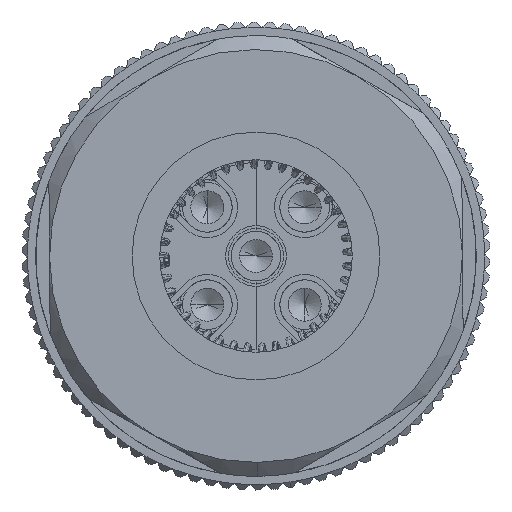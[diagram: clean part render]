
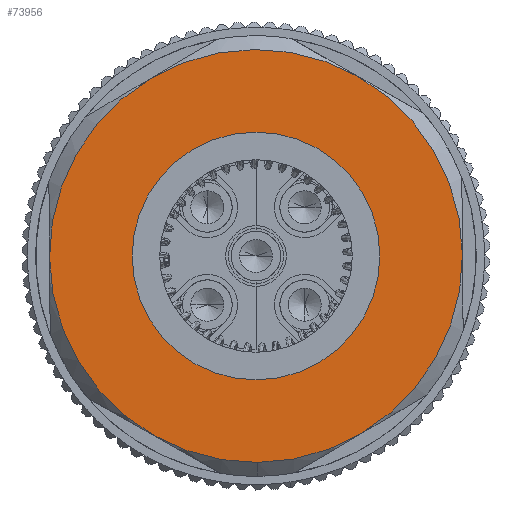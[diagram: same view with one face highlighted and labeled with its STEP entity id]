
A CAD part, left-side view. The second image highlights one B-rep face of the part: STEP entity #73956.
In plain terms, the highlighted planar face has unit normal (-1, 0, 0).
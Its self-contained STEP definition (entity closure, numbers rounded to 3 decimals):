
#2326 = DIRECTION ( 'NONE',  ( -1., 0., 0. ) ) ;
#3661 = DIRECTION ( 'NONE',  ( -1., 0., 0. ) ) ;
#4914 = CARTESIAN_POINT ( 'NONE',  ( 0., 0., 0. ) ) ;
#6599 = EDGE_CURVE ( 'NONE', #39368, #37693, #60951, .T. ) ;
#7298 = DIRECTION ( 'NONE',  ( 0., 0., -1. ) ) ;
#7939 = CARTESIAN_POINT ( 'NONE',  ( 0., -3.75, -6.495 ) ) ;
#7965 = ORIENTED_EDGE ( 'NONE', *, *, #40624, .T. ) ;
#8682 = EDGE_CURVE ( 'NONE', #34129, #39368, #70508, .T. ) ;
#8715 = DIRECTION ( 'NONE',  ( -1., 0., 0. ) ) ;
#8722 = CARTESIAN_POINT ( 'NONE',  ( 0., 0., 0. ) ) ;
#9122 = CARTESIAN_POINT ( 'NONE',  ( 0., 0., 0. ) ) ;
#9530 = DIRECTION ( 'NONE',  ( 0., 0., -1. ) ) ;
#10147 = AXIS2_PLACEMENT_3D ( 'NONE', #8722, #2326, #54351 ) ;
#11894 = ORIENTED_EDGE ( 'NONE', *, *, #21531, .F. ) ;
#14172 = EDGE_CURVE ( 'NONE', #32764, #18600, #74971, .T. ) ;
#14976 = DIRECTION ( 'NONE',  ( 0., 0., -1. ) ) ;
#15766 = EDGE_CURVE ( 'NONE', #70134, #52901, #38378, .T. ) ;
#15885 = CIRCLE ( 'NONE', #74407, 7.5 ) ;
#17204 = DIRECTION ( 'NONE',  ( 0., 0., -1. ) ) ;
#18600 = VERTEX_POINT ( 'NONE', #55468 ) ;
#19978 = CARTESIAN_POINT ( 'NONE',  ( 0., 0., 0. ) ) ;
#21531 = EDGE_CURVE ( 'NONE', #52901, #70134, #82322, .T. ) ;
#21782 = CARTESIAN_POINT ( 'NONE',  ( 0., 0., 0. ) ) ;
#24000 = EDGE_CURVE ( 'NONE', #26576, #42213, #43367, .T. ) ;
#26330 = ORIENTED_EDGE ( 'NONE', *, *, #6599, .T. ) ;
#26576 = VERTEX_POINT ( 'NONE', #66101 ) ;
#27065 = DIRECTION ( 'NONE',  ( 0., 0., -1. ) ) ;
#27465 = EDGE_CURVE ( 'NONE', #37693, #32764, #38527, .T. ) ;
#29559 = PLANE ( 'NONE',  #37361 ) ;
#29754 = EDGE_LOOP ( 'NONE', ( #51674, #82429, #7965, #54674, #26330, #33863, #68968 ) ) ;
#30928 = DIRECTION ( 'NONE',  ( -1., 0., 0. ) ) ;
#31594 = DIRECTION ( 'NONE',  ( 0., 0., 1. ) ) ;
#32764 = VERTEX_POINT ( 'NONE', #72520 ) ;
#32804 = DIRECTION ( 'NONE',  ( 0., 0., -1. ) ) ;
#32942 = AXIS2_PLACEMENT_3D ( 'NONE', #57636, #76764, #31594 ) ;
#33061 = CARTESIAN_POINT ( 'NONE',  ( 0., 0., -7.5 ) ) ;
#33863 = ORIENTED_EDGE ( 'NONE', *, *, #27465, .T. ) ;
#34129 = VERTEX_POINT ( 'NONE', #7939 ) ;
#36430 = AXIS2_PLACEMENT_3D ( 'NONE', #52947, #52533, #7298 ) ;
#37361 = AXIS2_PLACEMENT_3D ( 'NONE', #55165, #81555, #9530 ) ;
#37693 = VERTEX_POINT ( 'NONE', #42792 ) ;
#37829 = EDGE_LOOP ( 'NONE', ( #54992, #11894 ) ) ;
#38085 = CARTESIAN_POINT ( 'NONE',  ( 0., 0., -4.5 ) ) ;
#38250 = AXIS2_PLACEMENT_3D ( 'NONE', #21782, #79340, #14976 ) ;
#38378 = CIRCLE ( 'NONE', #32942, 4.5 ) ;
#38527 = CIRCLE ( 'NONE', #52166, 7.5 ) ;
#39368 = VERTEX_POINT ( 'NONE', #51367 ) ;
#40624 = EDGE_CURVE ( 'NONE', #42213, #34129, #66735, .T. ) ;
#40696 = CARTESIAN_POINT ( 'NONE',  ( 0., 0., 4.5 ) ) ;
#42213 = VERTEX_POINT ( 'NONE', #33061 ) ;
#42483 = CARTESIAN_POINT ( 'NONE',  ( 0., 0., 0. ) ) ;
#42792 = CARTESIAN_POINT ( 'NONE',  ( 0., -3.75, 6.495 ) ) ;
#43367 = CIRCLE ( 'NONE', #80157, 7.5 ) ;
#46103 = AXIS2_PLACEMENT_3D ( 'NONE', #42483, #3661, #54836 ) ;
#51367 = CARTESIAN_POINT ( 'NONE',  ( 0., -7.5, 0. ) ) ;
#51674 = ORIENTED_EDGE ( 'NONE', *, *, #55258, .T. ) ;
#52166 = AXIS2_PLACEMENT_3D ( 'NONE', #72670, #8715, #27065 ) ;
#52533 = DIRECTION ( 'NONE',  ( -1., 0., 0. ) ) ;
#52901 = VERTEX_POINT ( 'NONE', #38085 ) ;
#52947 = CARTESIAN_POINT ( 'NONE',  ( 0., 0., 0. ) ) ;
#54351 = DIRECTION ( 'NONE',  ( 0., 0., 1. ) ) ;
#54674 = ORIENTED_EDGE ( 'NONE', *, *, #8682, .T. ) ;
#54836 = DIRECTION ( 'NONE',  ( 0., 0., -1. ) ) ;
#54992 = ORIENTED_EDGE ( 'NONE', *, *, #15766, .F. ) ;
#55165 = CARTESIAN_POINT ( 'NONE',  ( 0., 4.5, 0. ) ) ;
#55258 = EDGE_CURVE ( 'NONE', #18600, #26576, #15885, .T. ) ;
#55468 = CARTESIAN_POINT ( 'NONE',  ( 0., 7.5, 0. ) ) ;
#57636 = CARTESIAN_POINT ( 'NONE',  ( 0., 0., 0. ) ) ;
#59247 = DIRECTION ( 'NONE',  ( -1., 0., 0. ) ) ;
#59943 = AXIS2_PLACEMENT_3D ( 'NONE', #19978, #59247, #32804 ) ;
#60951 = CIRCLE ( 'NONE', #36430, 7.5 ) ;
#62498 = DIRECTION ( 'NONE',  ( 0., 0., -1. ) ) ;
#66101 = CARTESIAN_POINT ( 'NONE',  ( 0., 3.75, -6.495 ) ) ;
#66735 = CIRCLE ( 'NONE', #59943, 7.5 ) ;
#67915 = FACE_BOUND ( 'NONE', #37829, .T. ) ;
#68968 = ORIENTED_EDGE ( 'NONE', *, *, #14172, .T. ) ;
#70134 = VERTEX_POINT ( 'NONE', #40696 ) ;
#70508 = CIRCLE ( 'NONE', #46103, 7.5 ) ;
#72520 = CARTESIAN_POINT ( 'NONE',  ( 0., 3.75, 6.495 ) ) ;
#72670 = CARTESIAN_POINT ( 'NONE',  ( 0., 0., 0. ) ) ;
#73956 = ADVANCED_FACE ( 'NONE', ( #76402, #67915 ), #29559, .F. ) ;
#74407 = AXIS2_PLACEMENT_3D ( 'NONE', #4914, #30928, #62498 ) ;
#74971 = CIRCLE ( 'NONE', #38250, 7.5 ) ;
#75599 = DIRECTION ( 'NONE',  ( -1., 0., 0. ) ) ;
#76402 = FACE_OUTER_BOUND ( 'NONE', #29754, .T. ) ;
#76764 = DIRECTION ( 'NONE',  ( -1., 0., 0. ) ) ;
#79340 = DIRECTION ( 'NONE',  ( -1., 0., 0. ) ) ;
#80157 = AXIS2_PLACEMENT_3D ( 'NONE', #9122, #75599, #17204 ) ;
#81555 = DIRECTION ( 'NONE',  ( 1., 0., 0. ) ) ;
#82322 = CIRCLE ( 'NONE', #10147, 4.5 ) ;
#82429 = ORIENTED_EDGE ( 'NONE', *, *, #24000, .T. ) ;
